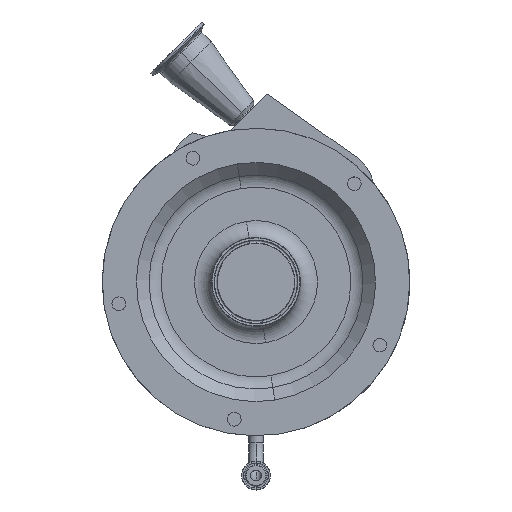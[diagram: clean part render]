
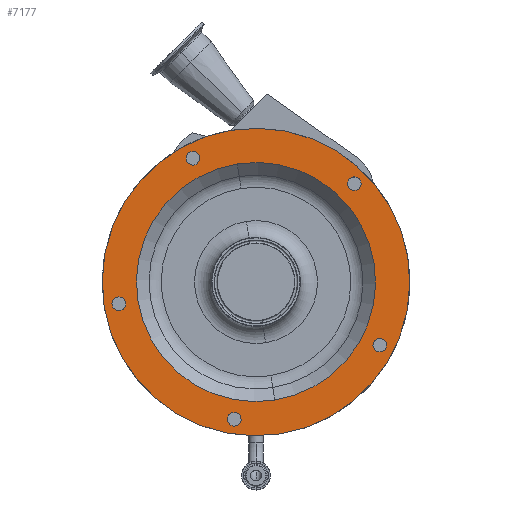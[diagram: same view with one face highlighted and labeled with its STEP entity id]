
A CAD part, top view. The second image highlights one B-rep face of the part: STEP entity #7177.
In plain terms, the highlighted planar face has unit normal (0, 0, 1).
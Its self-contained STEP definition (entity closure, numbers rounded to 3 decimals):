
#51 = CIRCLE ( 'NONE', #13803, 105. ) ;
#59 = EDGE_LOOP ( 'NONE', ( #2692, #12418 ) ) ;
#83 = EDGE_CURVE ( 'NONE', #7695, #2238, #9917, .T. ) ;
#138 = ORIENTED_EDGE ( 'NONE', *, *, #9588, .T. ) ;
#224 = CIRCLE ( 'NONE', #2974, 6. ) ;
#236 = AXIS2_PLACEMENT_3D ( 'NONE', #3223, #5498, #8146 ) ;
#319 = VERTEX_POINT ( 'NONE', #9906 ) ;
#457 = DIRECTION ( 'NONE',  ( 0., 0., 1. ) ) ;
#488 = AXIS2_PLACEMENT_3D ( 'NONE', #3798, #6383, #12268 ) ;
#753 = ORIENTED_EDGE ( 'NONE', *, *, #2701, .T. ) ;
#920 = VERTEX_POINT ( 'NONE', #2958 ) ;
#960 = EDGE_LOOP ( 'NONE', ( #13672, #10780 ) ) ;
#1295 = ORIENTED_EDGE ( 'NONE', *, *, #7674, .F. ) ;
#1364 = AXIS2_PLACEMENT_3D ( 'NONE', #7742, #13793, #15044 ) ;
#1418 = EDGE_CURVE ( 'NONE', #7999, #12237, #2023, .T. ) ;
#1724 = CARTESIAN_POINT ( 'NONE',  ( -38.52, -6.101, 197.5 ) ) ;
#1841 = EDGE_LOOP ( 'NONE', ( #10913, #14660 ) ) ;
#1961 = DIRECTION ( 'NONE',  ( 0.707, -0.707, 0. ) ) ;
#2023 = CIRCLE ( 'NONE', #13554, 6. ) ;
#2191 = EDGE_CURVE ( 'NONE', #14708, #10229, #10642, .T. ) ;
#2193 = VERTEX_POINT ( 'NONE', #12865 ) ;
#2238 = VERTEX_POINT ( 'NONE', #11598 ) ;
#2243 = DIRECTION ( 'NONE',  ( -0.454, -0.891, 0. ) ) ;
#2692 = ORIENTED_EDGE ( 'NONE', *, *, #1418, .F. ) ;
#2701 = EDGE_CURVE ( 'NONE', #4077, #920, #7238, .T. ) ;
#2724 = DIRECTION ( 'NONE',  ( 0.891, 0.454, 0. ) ) ;
#2737 = AXIS2_PLACEMENT_3D ( 'NONE', #15303, #6812, #1961 ) ;
#2958 = CARTESIAN_POINT ( 'NONE',  ( -21.119, 133.338, 197.5 ) ) ;
#2961 = CARTESIAN_POINT ( 'NONE',  ( -55.387, 108.703, 197.5 ) ) ;
#2974 = AXIS2_PLACEMENT_3D ( 'NONE', #14089, #6776, #2243 ) ;
#3143 = FACE_BOUND ( 'NONE', #12656, .T. ) ;
#3219 = DIRECTION ( 'NONE',  ( 0., 0., -1. ) ) ;
#3223 = CARTESIAN_POINT ( 'NONE',  ( -120.498, -19.085, 197.5 ) ) ;
#3423 = AXIS2_PLACEMENT_3D ( 'NONE', #9719, #12152, #11668 ) ;
#3510 = CARTESIAN_POINT ( 'NONE',  ( -120.498, -19.085, 197.5 ) ) ;
#3607 = AXIS2_PLACEMENT_3D ( 'NONE', #2961, #457, #2724 ) ;
#3650 = ORIENTED_EDGE ( 'NONE', *, *, #2191, .F. ) ;
#3798 = CARTESIAN_POINT ( 'NONE',  ( 0., 0., 197.5 ) ) ;
#3962 = CARTESIAN_POINT ( 'NONE',  ( 90.51, 82.024, 197.5 ) ) ;
#4077 = VERTEX_POINT ( 'NONE', #9477 ) ;
#4303 = EDGE_CURVE ( 'NONE', #10229, #14708, #9569, .T. ) ;
#4390 = FACE_BOUND ( 'NONE', #960, .T. ) ;
#4454 = DIRECTION ( 'NONE',  ( -0.156, 0.988, 0. ) ) ;
#4655 = DIRECTION ( 'NONE',  ( -0.156, 0.988, 0. ) ) ;
#4696 = CARTESIAN_POINT ( 'NONE',  ( -13.159, -121.437, 197.5 ) ) ;
#4709 = EDGE_LOOP ( 'NONE', ( #138, #753 ) ) ;
#4907 = DIRECTION ( 'NONE',  ( 0.707, -0.707, 0. ) ) ;
#5015 = CARTESIAN_POINT ( 'NONE',  ( -50.041, 111.427, 197.5 ) ) ;
#5263 = FACE_BOUND ( 'NONE', #9726, .T. ) ;
#5362 = DIRECTION ( 'NONE',  ( 0., 0., 1. ) ) ;
#5498 = DIRECTION ( 'NONE',  ( 0., 0., 1. ) ) ;
#5897 = AXIS2_PLACEMENT_3D ( 'NONE', #6906, #14133, #11681 ) ;
#6170 = EDGE_CURVE ( 'NONE', #7917, #2193, #10093, .T. ) ;
#6383 = DIRECTION ( 'NONE',  ( 0., 0., 1. ) ) ;
#6659 = CARTESIAN_POINT ( 'NONE',  ( 105.979, -60.733, 197.5 ) ) ;
#6730 = FACE_OUTER_BOUND ( 'NONE', #4709, .T. ) ;
#6776 = DIRECTION ( 'NONE',  ( 0., 0., 1. ) ) ;
#6812 = DIRECTION ( 'NONE',  ( 0., 0., 1. ) ) ;
#6863 = AXIS2_PLACEMENT_3D ( 'NONE', #11777, #7005, #4655 ) ;
#6906 = CARTESIAN_POINT ( 'NONE',  ( -55.387, 108.703, 197.5 ) ) ;
#7005 = DIRECTION ( 'NONE',  ( 0., 0., 1. ) ) ;
#7129 = AXIS2_PLACEMENT_3D ( 'NONE', #12924, #14264, #15359 ) ;
#7177 = ADVANCED_FACE ( 'NONE', ( #6730, #3143, #12696, #4390, #13651, #10030, #5263 ), #13808, .F. ) ;
#7238 = CIRCLE ( 'NONE', #488, 135. ) ;
#7477 = CARTESIAN_POINT ( 'NONE',  ( 86.267, 86.267, 197.5 ) ) ;
#7674 = EDGE_CURVE ( 'NONE', #319, #11504, #13895, .T. ) ;
#7695 = VERTEX_POINT ( 'NONE', #4696 ) ;
#7742 = CARTESIAN_POINT ( 'NONE',  ( 0., 0., 197.5 ) ) ;
#7752 = EDGE_CURVE ( 'NONE', #2238, #7695, #10113, .T. ) ;
#7798 = CARTESIAN_POINT ( 'NONE',  ( -119.559, -25.011, 197.5 ) ) ;
#7917 = VERTEX_POINT ( 'NONE', #7798 ) ;
#7999 = VERTEX_POINT ( 'NONE', #3962 ) ;
#8146 = DIRECTION ( 'NONE',  ( -0.156, 0.988, 0. ) ) ;
#8238 = ORIENTED_EDGE ( 'NONE', *, *, #4303, .F. ) ;
#8280 = DIRECTION ( 'NONE',  ( -0.156, 0.988, 0. ) ) ;
#8398 = CIRCLE ( 'NONE', #12158, 6. ) ;
#8468 = CARTESIAN_POINT ( 'NONE',  ( -60.733, 105.979, 197.5 ) ) ;
#8645 = CARTESIAN_POINT ( 'NONE',  ( 108.703, -55.387, 197.5 ) ) ;
#8904 = VERTEX_POINT ( 'NONE', #9730 ) ;
#9203 = EDGE_CURVE ( 'NONE', #12701, #8904, #224, .T. ) ;
#9477 = CARTESIAN_POINT ( 'NONE',  ( 21.119, -133.338, 197.5 ) ) ;
#9569 = CIRCLE ( 'NONE', #3607, 6. ) ;
#9588 = EDGE_CURVE ( 'NONE', #920, #4077, #14921, .T. ) ;
#9719 = CARTESIAN_POINT ( 'NONE',  ( -19.085, -120.498, 197.5 ) ) ;
#9726 = EDGE_LOOP ( 'NONE', ( #1295, #14499 ) ) ;
#9730 = CARTESIAN_POINT ( 'NONE',  ( 111.427, -50.041, 197.5 ) ) ;
#9743 = CARTESIAN_POINT ( 'NONE',  ( 82.024, 90.51, 197.5 ) ) ;
#9826 = DIRECTION ( 'NONE',  ( 0., 0., 1. ) ) ;
#9906 = CARTESIAN_POINT ( 'NONE',  ( -16.426, 103.707, 197.5 ) ) ;
#9917 = CIRCLE ( 'NONE', #3423, 6. ) ;
#10030 = FACE_BOUND ( 'NONE', #11028, .T. ) ;
#10093 = CIRCLE ( 'NONE', #12850, 6. ) ;
#10113 = CIRCLE ( 'NONE', #7129, 6. ) ;
#10229 = VERTEX_POINT ( 'NONE', #8468 ) ;
#10405 = CARTESIAN_POINT ( 'NONE',  ( 0., 0., 197.5 ) ) ;
#10642 = CIRCLE ( 'NONE', #5897, 6. ) ;
#10780 = ORIENTED_EDGE ( 'NONE', *, *, #11049, .F. ) ;
#10913 = ORIENTED_EDGE ( 'NONE', *, *, #7752, .F. ) ;
#11028 = EDGE_LOOP ( 'NONE', ( #14879, #12085 ) ) ;
#11049 = EDGE_CURVE ( 'NONE', #8904, #12701, #8398, .T. ) ;
#11504 = VERTEX_POINT ( 'NONE', #15138 ) ;
#11598 = CARTESIAN_POINT ( 'NONE',  ( -25.011, -119.559, 197.5 ) ) ;
#11668 = DIRECTION ( 'NONE',  ( -0.988, 0.156, 0. ) ) ;
#11681 = DIRECTION ( 'NONE',  ( 0.891, 0.454, 0. ) ) ;
#11777 = CARTESIAN_POINT ( 'NONE',  ( 0., 0., 197.5 ) ) ;
#12085 = ORIENTED_EDGE ( 'NONE', *, *, #6170, .F. ) ;
#12152 = DIRECTION ( 'NONE',  ( 0., 0., 1. ) ) ;
#12158 = AXIS2_PLACEMENT_3D ( 'NONE', #8645, #5362, #14773 ) ;
#12237 = VERTEX_POINT ( 'NONE', #9743 ) ;
#12268 = DIRECTION ( 'NONE',  ( -0.156, 0.988, 0. ) ) ;
#12418 = ORIENTED_EDGE ( 'NONE', *, *, #12652, .F. ) ;
#12494 = CIRCLE ( 'NONE', #2737, 6. ) ;
#12652 = EDGE_CURVE ( 'NONE', #12237, #7999, #12494, .T. ) ;
#12656 = EDGE_LOOP ( 'NONE', ( #3650, #8238 ) ) ;
#12696 = FACE_BOUND ( 'NONE', #59, .T. ) ;
#12701 = VERTEX_POINT ( 'NONE', #6659 ) ;
#12723 = EDGE_CURVE ( 'NONE', #2193, #7917, #15013, .T. ) ;
#12850 = AXIS2_PLACEMENT_3D ( 'NONE', #3510, #14258, #8280 ) ;
#12865 = CARTESIAN_POINT ( 'NONE',  ( -121.437, -13.159, 197.5 ) ) ;
#12924 = CARTESIAN_POINT ( 'NONE',  ( -19.085, -120.498, 197.5 ) ) ;
#13554 = AXIS2_PLACEMENT_3D ( 'NONE', #7477, #9826, #4907 ) ;
#13651 = FACE_BOUND ( 'NONE', #1841, .T. ) ;
#13672 = ORIENTED_EDGE ( 'NONE', *, *, #9203, .F. ) ;
#13793 = DIRECTION ( 'NONE',  ( 0., 0., 1. ) ) ;
#13803 = AXIS2_PLACEMENT_3D ( 'NONE', #10405, #14031, #4454 ) ;
#13808 = PLANE ( 'NONE',  #14131 ) ;
#13895 = CIRCLE ( 'NONE', #1364, 105. ) ;
#13969 = DIRECTION ( 'NONE',  ( 0., -1., 0. ) ) ;
#14031 = DIRECTION ( 'NONE',  ( 0., 0., 1. ) ) ;
#14089 = CARTESIAN_POINT ( 'NONE',  ( 108.703, -55.387, 197.5 ) ) ;
#14131 = AXIS2_PLACEMENT_3D ( 'NONE', #1724, #3219, #13969 ) ;
#14133 = DIRECTION ( 'NONE',  ( 0., 0., 1. ) ) ;
#14258 = DIRECTION ( 'NONE',  ( 0., 0., 1. ) ) ;
#14264 = DIRECTION ( 'NONE',  ( 0., 0., 1. ) ) ;
#14499 = ORIENTED_EDGE ( 'NONE', *, *, #14899, .F. ) ;
#14660 = ORIENTED_EDGE ( 'NONE', *, *, #83, .F. ) ;
#14708 = VERTEX_POINT ( 'NONE', #5015 ) ;
#14773 = DIRECTION ( 'NONE',  ( -0.454, -0.891, 0. ) ) ;
#14879 = ORIENTED_EDGE ( 'NONE', *, *, #12723, .F. ) ;
#14899 = EDGE_CURVE ( 'NONE', #11504, #319, #51, .T. ) ;
#14921 = CIRCLE ( 'NONE', #6863, 135. ) ;
#15013 = CIRCLE ( 'NONE', #236, 6. ) ;
#15044 = DIRECTION ( 'NONE',  ( -0.156, 0.988, 0. ) ) ;
#15138 = CARTESIAN_POINT ( 'NONE',  ( 16.426, -103.707, 197.5 ) ) ;
#15303 = CARTESIAN_POINT ( 'NONE',  ( 86.267, 86.267, 197.5 ) ) ;
#15359 = DIRECTION ( 'NONE',  ( -0.988, 0.156, 0. ) ) ;
